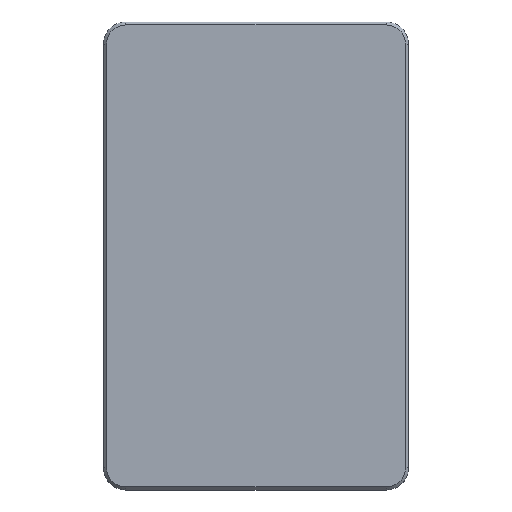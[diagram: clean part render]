
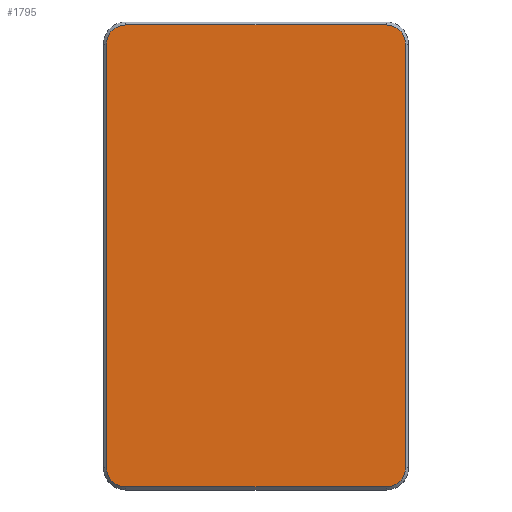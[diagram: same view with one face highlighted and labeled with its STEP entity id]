
A CAD part, top view. The second image highlights one B-rep face of the part: STEP entity #1795.
In plain terms, the highlighted planar face has unit normal (0, 0, 1).
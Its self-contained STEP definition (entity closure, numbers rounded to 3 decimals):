
#82=PLANE('',#1976);
#176=FACE_OUTER_BOUND('',#281,.T.);
#281=EDGE_LOOP('',(#1550,#1551,#1552,#1553,#1554,#1555,#1556,#1557));
#427=LINE('',#2911,#611);
#432=LINE('',#2925,#616);
#436=LINE('',#2937,#620);
#440=LINE('',#2949,#624);
#611=VECTOR('',#2376,10.);
#616=VECTOR('',#2389,10.);
#620=VECTOR('',#2401,10.);
#624=VECTOR('',#2413,10.);
#725=CIRCLE('',#1955,2.6);
#727=CIRCLE('',#1959,2.6);
#729=CIRCLE('',#1963,2.6);
#731=CIRCLE('',#1967,2.6);
#861=VERTEX_POINT('',#2908);
#862=VERTEX_POINT('',#2910);
#865=VERTEX_POINT('',#2918);
#867=VERTEX_POINT('',#2923);
#869=VERTEX_POINT('',#2930);
#871=VERTEX_POINT('',#2935);
#873=VERTEX_POINT('',#2942);
#875=VERTEX_POINT('',#2947);
#1087=EDGE_CURVE('',#861,#862,#427,.T.);
#1092=EDGE_CURVE('',#865,#861,#725,.T.);
#1094=EDGE_CURVE('',#867,#865,#432,.T.);
#1098=EDGE_CURVE('',#869,#867,#727,.T.);
#1100=EDGE_CURVE('',#871,#869,#436,.T.);
#1104=EDGE_CURVE('',#873,#871,#729,.T.);
#1106=EDGE_CURVE('',#875,#873,#440,.T.);
#1109=EDGE_CURVE('',#862,#875,#731,.T.);
#1550=ORIENTED_EDGE('',*,*,#1087,.F.);
#1551=ORIENTED_EDGE('',*,*,#1092,.F.);
#1552=ORIENTED_EDGE('',*,*,#1094,.F.);
#1553=ORIENTED_EDGE('',*,*,#1098,.F.);
#1554=ORIENTED_EDGE('',*,*,#1100,.F.);
#1555=ORIENTED_EDGE('',*,*,#1104,.F.);
#1556=ORIENTED_EDGE('',*,*,#1106,.F.);
#1557=ORIENTED_EDGE('',*,*,#1109,.F.);
#1795=ADVANCED_FACE('',(#176),#82,.T.);
#1955=AXIS2_PLACEMENT_3D('',#2920,#2384,#2385);
#1959=AXIS2_PLACEMENT_3D('',#2932,#2396,#2397);
#1963=AXIS2_PLACEMENT_3D('',#2944,#2408,#2409);
#1967=AXIS2_PLACEMENT_3D('',#2953,#2419,#2420);
#1976=AXIS2_PLACEMENT_3D('',#2984,#2448,#2449);
#2376=DIRECTION('',(1.,0.,0.));
#2384=DIRECTION('center_axis',(0.,0.,-1.));
#2385=DIRECTION('ref_axis',(-0.707,0.707,0.));
#2389=DIRECTION('',(0.,1.,0.));
#2396=DIRECTION('center_axis',(0.,0.,-1.));
#2397=DIRECTION('ref_axis',(-0.707,-0.707,0.));
#2401=DIRECTION('',(-1.,0.,0.));
#2408=DIRECTION('center_axis',(0.,0.,-1.));
#2409=DIRECTION('ref_axis',(0.707,-0.707,0.));
#2413=DIRECTION('',(0.,-1.,0.));
#2419=DIRECTION('center_axis',(0.,0.,-1.));
#2420=DIRECTION('ref_axis',(0.707,0.707,0.));
#2448=DIRECTION('center_axis',(0.,0.,1.));
#2449=DIRECTION('ref_axis',(1.,0.,0.));
#2908=CARTESIAN_POINT('',(-17.6,31.2,7.36));
#2910=CARTESIAN_POINT('',(17.6,31.2,7.36));
#2911=CARTESIAN_POINT('',(10.3,31.2,7.36));
#2918=CARTESIAN_POINT('',(-20.2,28.6,7.36));
#2920=CARTESIAN_POINT('Origin',(-17.6,28.6,7.36));
#2923=CARTESIAN_POINT('',(-20.2,-28.6,7.36));
#2925=CARTESIAN_POINT('',(-20.2,15.8,7.36));
#2930=CARTESIAN_POINT('',(-17.6,-31.2,7.36));
#2932=CARTESIAN_POINT('Origin',(-17.6,-28.6,7.36));
#2935=CARTESIAN_POINT('',(17.6,-31.2,7.36));
#2937=CARTESIAN_POINT('',(-10.3,-31.2,7.36));
#2942=CARTESIAN_POINT('',(20.2,-28.6,7.36));
#2944=CARTESIAN_POINT('Origin',(17.6,-28.6,7.36));
#2947=CARTESIAN_POINT('',(20.2,28.6,7.36));
#2949=CARTESIAN_POINT('',(20.2,-15.8,7.36));
#2953=CARTESIAN_POINT('Origin',(17.6,28.6,7.36));
#2984=CARTESIAN_POINT('Origin',(0.,0.,7.36));
